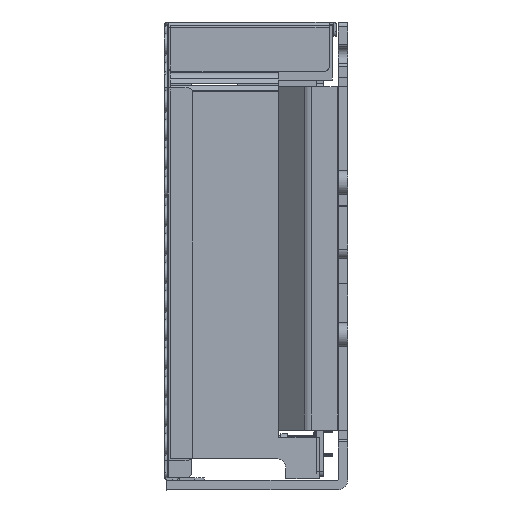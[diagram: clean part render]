
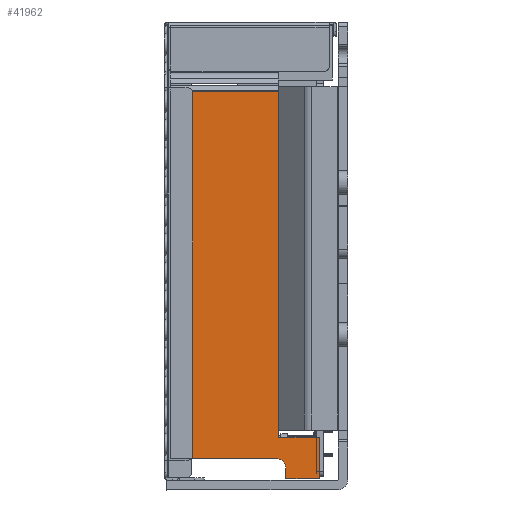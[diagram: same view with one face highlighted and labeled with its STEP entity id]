
A CAD part, left-side view. The second image highlights one B-rep face of the part: STEP entity #41962.
In plain terms, the highlighted planar face has unit normal (-1, 0, 0).
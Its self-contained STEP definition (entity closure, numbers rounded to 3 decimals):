
#165 = CARTESIAN_POINT ( 'NONE',  ( 8.459, 37.303, -91.7 ) ) ;
#209 = CARTESIAN_POINT ( 'NONE',  ( 8.459, 13.003, -94.8 ) ) ;
#1064 = ORIENTED_EDGE ( 'NONE', *, *, #39449, .T. ) ;
#1207 = LINE ( 'NONE', #12958, #20385 ) ;
#1612 = VECTOR ( 'NONE', #46246, 1000. ) ;
#1745 = VERTEX_POINT ( 'NONE', #45488 ) ;
#2110 = ORIENTED_EDGE ( 'NONE', *, *, #16559, .T. ) ;
#2528 = VECTOR ( 'NONE', #9846, 1000. ) ;
#2633 = CARTESIAN_POINT ( 'NONE',  ( 8.459, 9.448, -95.9 ) ) ;
#4724 = ORIENTED_EDGE ( 'NONE', *, *, #32938, .T. ) ;
#5384 = LINE ( 'NONE', #209, #54250 ) ;
#5753 = VECTOR ( 'NONE', #30943, 1000. ) ;
#6669 = VECTOR ( 'NONE', #25348, 1000. ) ;
#8648 = CIRCLE ( 'NONE', #17582, 2. ) ;
#8847 = ORIENTED_EDGE ( 'NONE', *, *, #23346, .T. ) ;
#9846 = DIRECTION ( 'NONE',  ( 0., 1., 0. ) ) ;
#11268 = CARTESIAN_POINT ( 'NONE',  ( 8.459, 5.265, -97.528 ) ) ;
#11390 = CARTESIAN_POINT ( 'NONE',  ( 8.459, 15.003, -93.7 ) ) ;
#12722 = VERTEX_POINT ( 'NONE', #165 ) ;
#12958 = CARTESIAN_POINT ( 'NONE',  ( 8.459, 10.198, -87.2 ) ) ;
#14754 = CARTESIAN_POINT ( 'NONE',  ( 8.459, 5.893, -95.9 ) ) ;
#15155 = VECTOR ( 'NONE', #49512, 1000. ) ;
#15631 = EDGE_CURVE ( 'NONE', #38452, #44353, #48421, .T. ) ;
#16039 = DIRECTION ( 'NONE',  ( -1., 0., 0. ) ) ;
#16147 = DIRECTION ( 'NONE',  ( 0., 1., 0. ) ) ;
#16350 = LINE ( 'NONE', #24502, #54099 ) ;
#16559 = EDGE_CURVE ( 'NONE', #20475, #1745, #5384, .T. ) ;
#16849 = LINE ( 'NONE', #2633, #5753 ) ;
#17582 = AXIS2_PLACEMENT_3D ( 'NONE', #11390, #44467, #16147 ) ;
#17683 = DIRECTION ( 'NONE',  ( 0., 1., 0. ) ) ;
#17899 = CARTESIAN_POINT ( 'NONE',  ( 8.459, 14.586, -13.6 ) ) ;
#18072 = EDGE_CURVE ( 'NONE', #12722, #18361, #16350, .T. ) ;
#18361 = VERTEX_POINT ( 'NONE', #59586 ) ;
#18812 = CARTESIAN_POINT ( 'NONE',  ( 8.459, 13.003, -93.7 ) ) ;
#19066 = CARTESIAN_POINT ( 'NONE',  ( 8.459, 14.545, -85.7 ) ) ;
#19213 = CARTESIAN_POINT ( 'NONE',  ( 8.459, 37.303, -14.511 ) ) ;
#20385 = VECTOR ( 'NONE', #17683, 1000. ) ;
#20475 = VERTEX_POINT ( 'NONE', #18812 ) ;
#20773 = CARTESIAN_POINT ( 'NONE',  ( 8.459, 14.586, -14.511 ) ) ;
#21493 = EDGE_LOOP ( 'NONE', ( #8847, #4724, #36363, #29305, #2110, #24594, #1064, #23701, #22958, #60254 ) ) ;
#22958 = ORIENTED_EDGE ( 'NONE', *, *, #15631, .T. ) ;
#23346 = EDGE_CURVE ( 'NONE', #56646, #43433, #59465, .T. ) ;
#23701 = ORIENTED_EDGE ( 'NONE', *, *, #35902, .T. ) ;
#23836 = CARTESIAN_POINT ( 'NONE',  ( 8.459, 5.893, -87.2 ) ) ;
#23904 = CARTESIAN_POINT ( 'NONE',  ( 8.459, 21.598, -14.511 ) ) ;
#24502 = CARTESIAN_POINT ( 'NONE',  ( 8.459, 26.153, -91.7 ) ) ;
#24594 = ORIENTED_EDGE ( 'NONE', *, *, #59753, .T. ) ;
#25348 = DIRECTION ( 'NONE',  ( 0., 0., -1. ) ) ;
#26687 = VECTOR ( 'NONE', #53662, 1000. ) ;
#29006 = VERTEX_POINT ( 'NONE', #14754 ) ;
#29305 = ORIENTED_EDGE ( 'NONE', *, *, #35092, .T. ) ;
#30943 = DIRECTION ( 'NONE',  ( 0., -1., 0. ) ) ;
#32938 = EDGE_CURVE ( 'NONE', #43433, #12722, #42939, .T. ) ;
#33222 = DIRECTION ( 'NONE',  ( 0., 0., -1. ) ) ;
#35092 = EDGE_CURVE ( 'NONE', #18361, #20475, #8648, .T. ) ;
#35902 = EDGE_CURVE ( 'NONE', #42331, #38452, #1207, .T. ) ;
#36363 = ORIENTED_EDGE ( 'NONE', *, *, #18072, .T. ) ;
#37848 = LINE ( 'NONE', #17899, #1612 ) ;
#38452 = VERTEX_POINT ( 'NONE', #59330 ) ;
#39244 = LINE ( 'NONE', #39342, #26687 ) ;
#39342 = CARTESIAN_POINT ( 'NONE',  ( 8.459, 5.893, -91.55 ) ) ;
#39449 = EDGE_CURVE ( 'NONE', #29006, #42331, #39244, .T. ) ;
#39575 = PLANE ( 'NONE',  #60587 ) ;
#40176 = CARTESIAN_POINT ( 'NONE',  ( 8.459, 14.503, -55.206 ) ) ;
#41962 = ADVANCED_FACE ( 'NONE', ( #55364 ), #39575, .T. ) ;
#42331 = VERTEX_POINT ( 'NONE', #23836 ) ;
#42939 = LINE ( 'NONE', #53692, #6669 ) ;
#43433 = VERTEX_POINT ( 'NONE', #19213 ) ;
#44353 = VERTEX_POINT ( 'NONE', #19066 ) ;
#44467 = DIRECTION ( 'NONE',  ( 1., 0., 0. ) ) ;
#45488 = CARTESIAN_POINT ( 'NONE',  ( 8.459, 13.003, -95.9 ) ) ;
#46246 = DIRECTION ( 'NONE',  ( 0., 0., -1. ) ) ;
#46730 = EDGE_CURVE ( 'NONE', #56646, #44353, #37848, .T. ) ;
#48421 = LINE ( 'NONE', #40176, #15155 ) ;
#49106 = DIRECTION ( 'NONE',  ( 0., 0., 1. ) ) ;
#49512 = DIRECTION ( 'NONE',  ( 0., 0., 1. ) ) ;
#53662 = DIRECTION ( 'NONE',  ( 0., 0., 1. ) ) ;
#53692 = CARTESIAN_POINT ( 'NONE',  ( 8.459, 37.303, -53.106 ) ) ;
#54099 = VECTOR ( 'NONE', #57600, 1000. ) ;
#54250 = VECTOR ( 'NONE', #33222, 1000. ) ;
#55364 = FACE_OUTER_BOUND ( 'NONE', #21493, .T. ) ;
#56646 = VERTEX_POINT ( 'NONE', #20773 ) ;
#57600 = DIRECTION ( 'NONE',  ( 0., -1., 0. ) ) ;
#59330 = CARTESIAN_POINT ( 'NONE',  ( 8.459, 14.503, -87.2 ) ) ;
#59465 = LINE ( 'NONE', #23904, #2528 ) ;
#59586 = CARTESIAN_POINT ( 'NONE',  ( 8.459, 15.003, -91.7 ) ) ;
#59753 = EDGE_CURVE ( 'NONE', #1745, #29006, #16849, .T. ) ;
#60254 = ORIENTED_EDGE ( 'NONE', *, *, #46730, .F. ) ;
#60587 = AXIS2_PLACEMENT_3D ( 'NONE', #11268, #16039, #49106 ) ;
